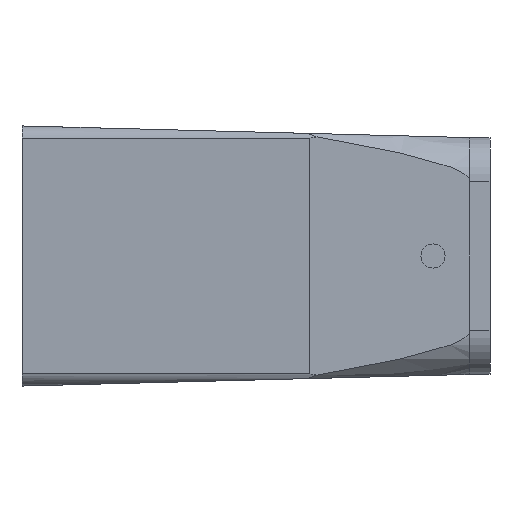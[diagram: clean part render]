
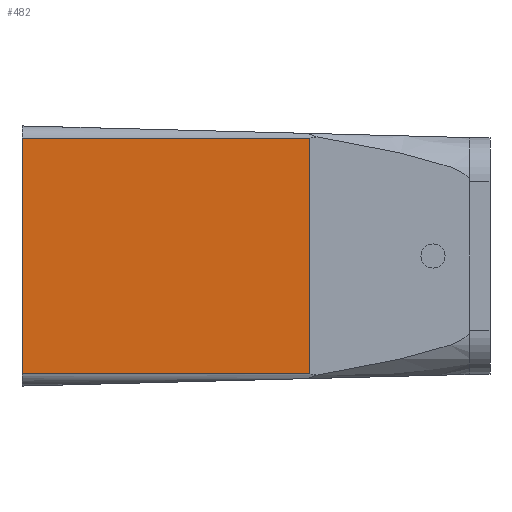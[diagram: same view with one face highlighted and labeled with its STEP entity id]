
A CAD part, left-side view. The second image highlights one B-rep face of the part: STEP entity #482.
In plain terms, the highlighted planar face has unit normal (-0.999, 0.052, 0).
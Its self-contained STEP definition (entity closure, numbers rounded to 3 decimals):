
#482 = ADVANCED_FACE( '', ( #1018 ), #1019, .F. );
#1018 = FACE_OUTER_BOUND( '', #1586, .T. );
#1019 = PLANE( '', #1587 );
#1586 = EDGE_LOOP( '', ( #2933, #2934, #2935, #2936 ) );
#1587 = AXIS2_PLACEMENT_3D( '', #2937, #2938, #2939 );
#2933 = ORIENTED_EDGE( '', *, *, #3840, .T. );
#2934 = ORIENTED_EDGE( '', *, *, #3359, .T. );
#2935 = ORIENTED_EDGE( '', *, *, #3725, .T. );
#2936 = ORIENTED_EDGE( '', *, *, #3828, .T. );
#2937 = CARTESIAN_POINT( '', ( -37.624, 58.3, 14.75 ) );
#2938 = DIRECTION( '', ( 0.999, -0.052, 0. ) );
#2939 = DIRECTION( '', ( 0.052, 0.999, 0. ) );
#3359 = EDGE_CURVE( '', #4027, #4035, #4037, .F. );
#3725 = EDGE_CURVE( '', #4035, #4607, #4608, .T. );
#3828 = EDGE_CURVE( '', #4607, #4735, #4737, .T. );
#3840 = EDGE_CURVE( '', #4735, #4027, #4751, .T. );
#4027 = VERTEX_POINT( '', #4995 );
#4035 = VERTEX_POINT( '', #5006 );
#4037 = LINE( '', #5008, #5009 );
#4607 = VERTEX_POINT( '', #5953 );
#4608 = LINE( '', #5954, #5955 );
#4735 = VERTEX_POINT( '', #6131 );
#4737 = LINE( '', #6133, #6134 );
#4751 = LINE( '', #6153, #6154 );
#4995 = CARTESIAN_POINT( '', ( -39.5, 22.5, 14.662 ) );
#5006 = CARTESIAN_POINT( '', ( -37.624, 58.3, 14.662 ) );
#5008 = CARTESIAN_POINT( '', ( -37.502, 60.615, 14.662 ) );
#5009 = VECTOR( '', #6324, 1000. );
#5953 = CARTESIAN_POINT( '', ( -37.624, 58.3, -14.662 ) );
#5954 = CARTESIAN_POINT( '', ( -37.624, 58.3, -16.2 ) );
#5955 = VECTOR( '', #6770, 1000. );
#6131 = CARTESIAN_POINT( '', ( -39.5, 22.5, -14.662 ) );
#6133 = CARTESIAN_POINT( '', ( -37.502, 60.615, -14.662 ) );
#6134 = VECTOR( '', #6862, 1000. );
#6153 = CARTESIAN_POINT( '', ( -39.5, 22.5, -15.27 ) );
#6154 = VECTOR( '', #6868, 1000. );
#6324 = DIRECTION( '', ( -0.052, -0.999, 0. ) );
#6770 = DIRECTION( '', ( 0., 0., -1. ) );
#6862 = DIRECTION( '', ( -0.052, -0.999, 0. ) );
#6868 = DIRECTION( '', ( 0., 0., 1. ) );
